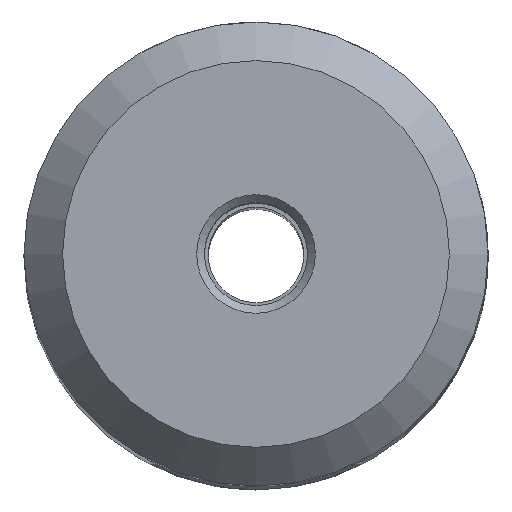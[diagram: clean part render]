
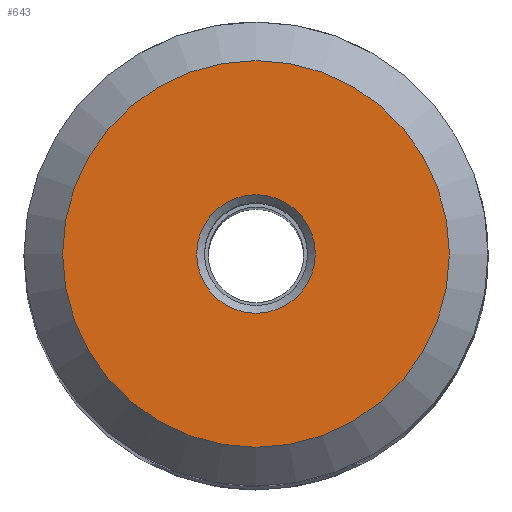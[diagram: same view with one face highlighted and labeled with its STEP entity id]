
A CAD part, top view. The second image highlights one B-rep face of the part: STEP entity #643.
In plain terms, the highlighted planar face has unit normal (0, 0, 1).
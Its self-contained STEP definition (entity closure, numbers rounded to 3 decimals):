
#111 = FACE_OUTER_BOUND ( 'NONE', #1411, .T. ) ;
#125 = ORIENTED_EDGE ( 'NONE', *, *, #897, .T. ) ;
#158 = DIRECTION ( 'NONE',  ( 1., 0., 0. ) ) ;
#209 = AXIS2_PLACEMENT_3D ( 'NONE', #786, #671, #1162 ) ;
#249 = EDGE_LOOP ( 'NONE', ( #588 ) ) ;
#497 = CARTESIAN_POINT ( 'NONE',  ( 0., 0., 90. ) ) ;
#572 = CARTESIAN_POINT ( 'NONE',  ( 2.3, 0., 90. ) ) ;
#588 = ORIENTED_EDGE ( 'NONE', *, *, #1277, .T. ) ;
#643 = ADVANCED_FACE ( 'NONE', ( #1034, #111 ), #1039, .T. ) ;
#650 = DIRECTION ( 'NONE',  ( 0., 0., -1. ) ) ;
#671 = DIRECTION ( 'NONE',  ( 0., 0., 1. ) ) ;
#710 = CARTESIAN_POINT ( 'NONE',  ( 0., 0., 90. ) ) ;
#786 = CARTESIAN_POINT ( 'NONE',  ( 0., 0., 90. ) ) ;
#832 = CIRCLE ( 'NONE', #1201, 2.3 ) ;
#897 = EDGE_CURVE ( 'NONE', #1469, #1469, #1440, .T. ) ;
#920 = VERTEX_POINT ( 'NONE', #572 ) ;
#1034 = FACE_BOUND ( 'NONE', #249, .T. ) ;
#1038 = CARTESIAN_POINT ( 'NONE',  ( 7.5, 0., 90. ) ) ;
#1039 = PLANE ( 'NONE',  #209 ) ;
#1086 = DIRECTION ( 'NONE',  ( 1., 0., 0. ) ) ;
#1162 = DIRECTION ( 'NONE',  ( 1., 0., 0. ) ) ;
#1201 = AXIS2_PLACEMENT_3D ( 'NONE', #497, #650, #158 ) ;
#1277 = EDGE_CURVE ( 'NONE', #920, #920, #832, .T. ) ;
#1318 = AXIS2_PLACEMENT_3D ( 'NONE', #710, #1425, #1086 ) ;
#1411 = EDGE_LOOP ( 'NONE', ( #125 ) ) ;
#1425 = DIRECTION ( 'NONE',  ( 0., 0., 1. ) ) ;
#1440 = CIRCLE ( 'NONE', #1318, 7.5 ) ;
#1469 = VERTEX_POINT ( 'NONE', #1038 ) ;
